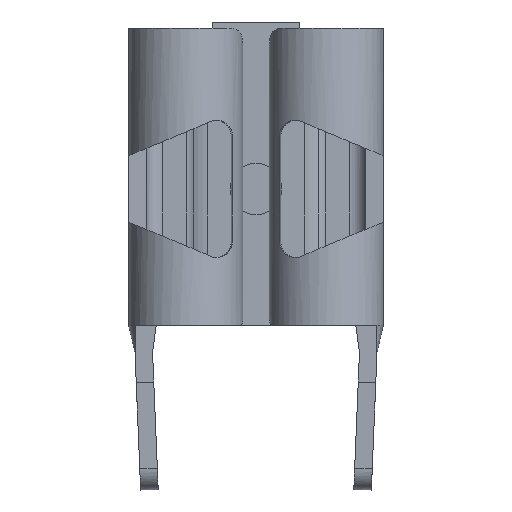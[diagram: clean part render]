
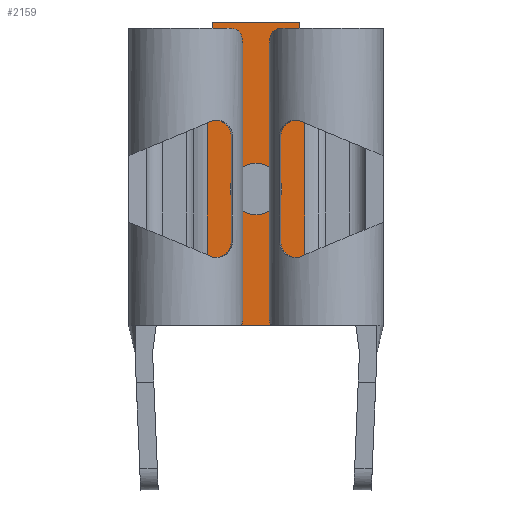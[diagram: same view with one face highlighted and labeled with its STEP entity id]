
A CAD part, top view. The second image highlights one B-rep face of the part: STEP entity #2159.
In plain terms, the highlighted planar face has unit normal (0, 0, 1).
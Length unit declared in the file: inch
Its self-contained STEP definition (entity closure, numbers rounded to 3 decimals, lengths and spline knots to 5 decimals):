
#218 = DIRECTION ( 'NONE',  ( 0., 1., 0. ) ) ;
#232 = EDGE_CURVE ( 'NONE', #1819, #2768, #940, .T. ) ;
#283 = FACE_BOUND ( 'NONE', #1226, .T. ) ;
#295 = VECTOR ( 'NONE', #1156, 39.37008 ) ;
#368 = FACE_OUTER_BOUND ( 'NONE', #1013, .T. ) ;
#371 = EDGE_CURVE ( 'NONE', #3633, #1649, #2049, .T. ) ;
#380 = LINE ( 'NONE', #832, #3403 ) ;
#433 = AXIS2_PLACEMENT_3D ( 'NONE', #3495, #1751, #3790 ) ;
#460 = CARTESIAN_POINT ( 'NONE',  ( 0.04, 0.27, 0.02312 ) ) ;
#501 = VERTEX_POINT ( 'NONE', #2749 ) ;
#564 = DIRECTION ( 'NONE',  ( 1., 0., 0. ) ) ;
#770 = DIRECTION ( 'NONE',  ( -1., 0., 0. ) ) ;
#832 = CARTESIAN_POINT ( 'NONE',  ( -0.04427, 0., 0.02312 ) ) ;
#869 = LINE ( 'NONE', #1429, #1568 ) ;
#925 = VECTOR ( 'NONE', #218, 39.37008 ) ;
#940 = LINE ( 'NONE', #1244, #3191 ) ;
#1005 = ORIENTED_EDGE ( 'NONE', *, *, #371, .T. ) ;
#1013 = EDGE_LOOP ( 'NONE', ( #2786, #3323, #1641, #3662, #1005, #2663, #1626, #3727 ) ) ;
#1047 = CARTESIAN_POINT ( 'NONE',  ( -0.04, 0.276, 0.02312 ) ) ;
#1069 = LINE ( 'NONE', #3503, #295 ) ;
#1082 = EDGE_CURVE ( 'NONE', #2732, #2768, #380, .T. ) ;
#1118 = CARTESIAN_POINT ( 'NONE',  ( -0.04427, 0.27, 0.02312 ) ) ;
#1125 = EDGE_CURVE ( 'NONE', #1721, #3100, #1069, .T. ) ;
#1156 = DIRECTION ( 'NONE',  ( 1., 0., 0. ) ) ;
#1226 = EDGE_LOOP ( 'NONE', ( #3525 ) ) ;
#1244 = CARTESIAN_POINT ( 'NONE',  ( 0.04427, 0.27, 0.02312 ) ) ;
#1249 = EDGE_CURVE ( 'NONE', #1721, #2732, #2956, .T. ) ;
#1429 = CARTESIAN_POINT ( 'NONE',  ( -0.04427, 0.27, 0.02312 ) ) ;
#1530 = DIRECTION ( 'NONE',  ( 0., -1., 0. ) ) ;
#1568 = VECTOR ( 'NONE', #2311, 39.37008 ) ;
#1626 = ORIENTED_EDGE ( 'NONE', *, *, #1125, .F. ) ;
#1641 = ORIENTED_EDGE ( 'NONE', *, *, #1733, .F. ) ;
#1649 = VERTEX_POINT ( 'NONE', #1682 ) ;
#1682 = CARTESIAN_POINT ( 'NONE',  ( -0.04, 0.276, 0.02312 ) ) ;
#1721 = VERTEX_POINT ( 'NONE', #1118 ) ;
#1733 = EDGE_CURVE ( 'NONE', #2112, #1819, #869, .T. ) ;
#1751 = DIRECTION ( 'NONE',  ( 0., 0., 1. ) ) ;
#1788 = CARTESIAN_POINT ( 'NONE',  ( 0.04427, 0.27, 0.02312 ) ) ;
#1819 = VERTEX_POINT ( 'NONE', #1788 ) ;
#1899 = DIRECTION ( 'NONE',  ( -1., 0., 0. ) ) ;
#2049 = LINE ( 'NONE', #3058, #3599 ) ;
#2112 = VERTEX_POINT ( 'NONE', #460 ) ;
#2124 = EDGE_CURVE ( 'NONE', #1649, #3100, #2712, .T. ) ;
#2159 = ADVANCED_FACE ( 'NONE', ( #368, #283 ), #3704, .F. ) ;
#2253 = CARTESIAN_POINT ( 'NONE',  ( -0.04427, 0.27, 0.02312 ) ) ;
#2311 = DIRECTION ( 'NONE',  ( 1., 0., 0. ) ) ;
#2364 = EDGE_CURVE ( 'NONE', #501, #501, #3713, .T. ) ;
#2423 = CARTESIAN_POINT ( 'NONE',  ( -0.04427, 0.27, 0.02312 ) ) ;
#2487 = AXIS2_PLACEMENT_3D ( 'NONE', #2253, #2550, #770 ) ;
#2550 = DIRECTION ( 'NONE',  ( 0., 0., -1. ) ) ;
#2636 = DIRECTION ( 'NONE',  ( 0., -1., 0. ) ) ;
#2663 = ORIENTED_EDGE ( 'NONE', *, *, #2124, .T. ) ;
#2712 = LINE ( 'NONE', #1047, #3485 ) ;
#2732 = VERTEX_POINT ( 'NONE', #3086 ) ;
#2749 = CARTESIAN_POINT ( 'NONE',  ( -0.0235, 0.124, 0.02312 ) ) ;
#2768 = VERTEX_POINT ( 'NONE', #3695 ) ;
#2786 = ORIENTED_EDGE ( 'NONE', *, *, #1082, .T. ) ;
#2839 = CARTESIAN_POINT ( 'NONE',  ( 0.04, 0.276, 0.02312 ) ) ;
#2956 = LINE ( 'NONE', #2423, #3730 ) ;
#3058 = CARTESIAN_POINT ( 'NONE',  ( -0.04, 0.276, 0.02312 ) ) ;
#3086 = CARTESIAN_POINT ( 'NONE',  ( -0.04427, 0., 0.02312 ) ) ;
#3100 = VERTEX_POINT ( 'NONE', #3685 ) ;
#3103 = DIRECTION ( 'NONE',  ( 0., -1., 0. ) ) ;
#3173 = EDGE_CURVE ( 'NONE', #2112, #3633, #3270, .T. ) ;
#3191 = VECTOR ( 'NONE', #2636, 39.37008 ) ;
#3270 = LINE ( 'NONE', #3718, #925 ) ;
#3323 = ORIENTED_EDGE ( 'NONE', *, *, #232, .F. ) ;
#3403 = VECTOR ( 'NONE', #564, 39.37008 ) ;
#3485 = VECTOR ( 'NONE', #3103, 39.37008 ) ;
#3495 = CARTESIAN_POINT ( 'NONE',  ( 0., 0.124, 0.02312 ) ) ;
#3503 = CARTESIAN_POINT ( 'NONE',  ( -0.04427, 0.27, 0.02312 ) ) ;
#3525 = ORIENTED_EDGE ( 'NONE', *, *, #2364, .F. ) ;
#3599 = VECTOR ( 'NONE', #1899, 39.37008 ) ;
#3633 = VERTEX_POINT ( 'NONE', #2839 ) ;
#3662 = ORIENTED_EDGE ( 'NONE', *, *, #3173, .T. ) ;
#3685 = CARTESIAN_POINT ( 'NONE',  ( -0.04, 0.27, 0.02312 ) ) ;
#3695 = CARTESIAN_POINT ( 'NONE',  ( 0.04427, 0., 0.02312 ) ) ;
#3704 = PLANE ( 'NONE',  #2487 ) ;
#3713 = CIRCLE ( 'NONE', #433, 0.0235 ) ;
#3718 = CARTESIAN_POINT ( 'NONE',  ( 0.04, 0.276, 0.02312 ) ) ;
#3727 = ORIENTED_EDGE ( 'NONE', *, *, #1249, .T. ) ;
#3730 = VECTOR ( 'NONE', #1530, 39.37008 ) ;
#3790 = DIRECTION ( 'NONE',  ( -1., 0., 0. ) ) ;
